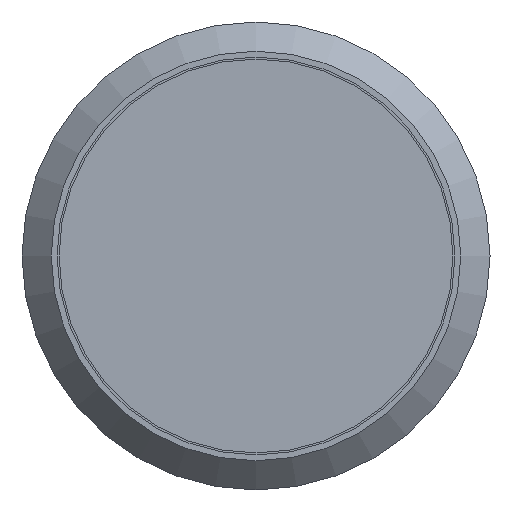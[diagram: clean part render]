
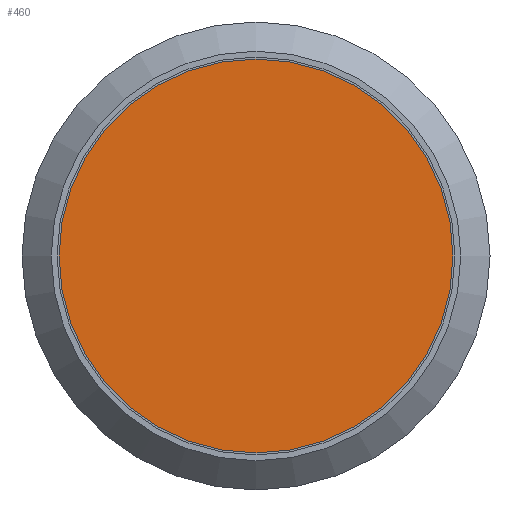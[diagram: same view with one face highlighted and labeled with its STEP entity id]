
A CAD part, front view. The second image highlights one B-rep face of the part: STEP entity #460.
In plain terms, the highlighted planar face has unit normal (0, -1, 0).
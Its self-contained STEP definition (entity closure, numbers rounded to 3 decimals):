
#30=PLANE('',#523);
#88=CIRCLE('',#524,5.05);
#120=FACE_OUTER_BOUND('',#153,.T.);
#153=EDGE_LOOP('',(#327));
#201=VERTEX_POINT('',#801);
#249=EDGE_CURVE('',#201,#201,#88,.T.);
#327=ORIENTED_EDGE('',*,*,#249,.T.);
#460=ADVANCED_FACE('',(#120),#30,.T.);
#523=AXIS2_PLACEMENT_3D('',#800,#620,#621);
#524=AXIS2_PLACEMENT_3D('',#802,#622,#623);
#620=DIRECTION('center_axis',(0.,-1.,0.));
#621=DIRECTION('ref_axis',(0.,0.,-1.));
#622=DIRECTION('center_axis',(0.,-1.,0.));
#623=DIRECTION('ref_axis',(1.,0.,0.));
#800=CARTESIAN_POINT('Origin',(2.525,0.,0.));
#801=CARTESIAN_POINT('',(-5.05,0.,0.));
#802=CARTESIAN_POINT('Origin',(0.,0.,
0.));
